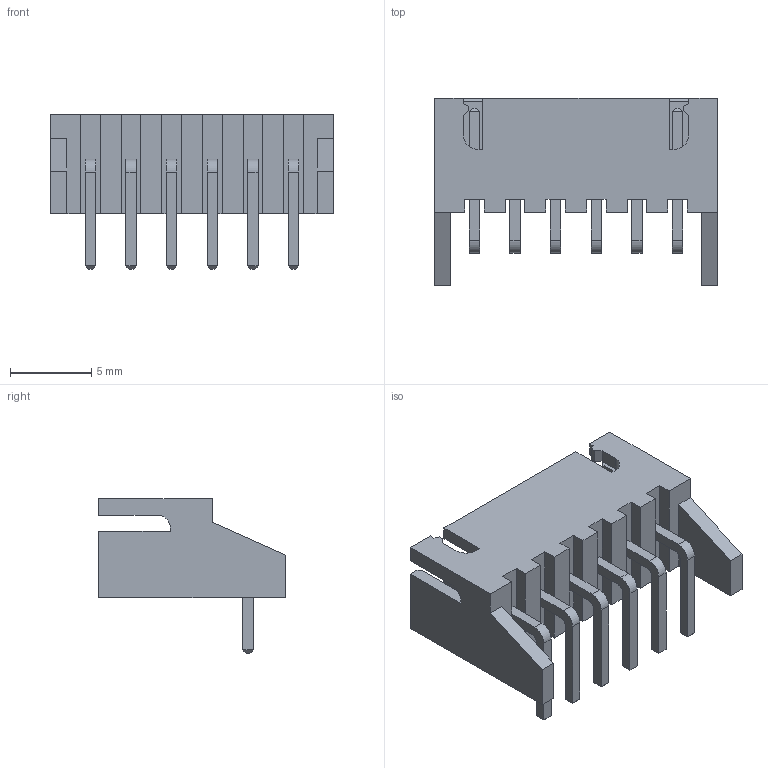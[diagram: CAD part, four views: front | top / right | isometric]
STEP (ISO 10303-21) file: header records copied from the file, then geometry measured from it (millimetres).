
FILE_DESCRIPTION (( 'STEP AP214' ), '1' );
FILE_NAME ('CONN-TH_S6B-XH-A-LF-SN.step', '2022-08-02T19:10:50', ( '' ), ( '' ), 'SwSTEP 2.0', 'SolidWorks 2020', '' );
FILE_SCHEMA (( 'AUTOMOTIVE_DESIGN' ));
Length unit declared in the file: millimetre
Products named in the file (1): CONN-TH_S6B-XH-A-LF-SN
Bounding box: 17.4 x 11.5 x 9.5 mm (x, y, z)
Volume: 405.5 mm3; surface area: 1070.9 mm2
Topology: 14 solids, 14 shells, 494 faces, 1291 edges, 844 vertices
Faces by surface type: plane 364, bspline 114, cylinder 16
Entity records: 20531 total; most frequent: CARTESIAN_POINT 4992, ORIENTED_EDGE 2582, DIRECTION 1853, EDGE_CURVE 1291, VECTOR 1027, LINE 1027, VERTEX_POINT 844, EDGE_LOOP 525
